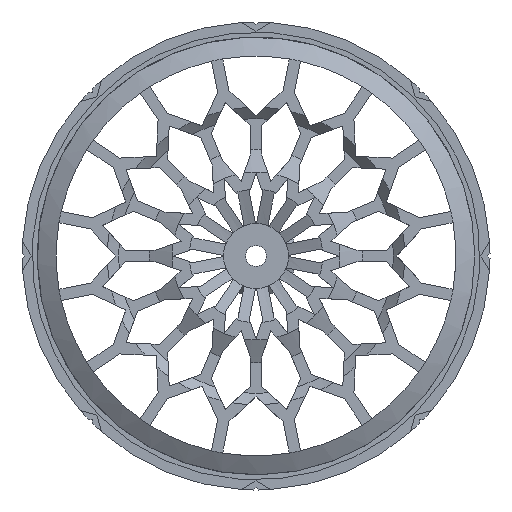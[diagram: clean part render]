
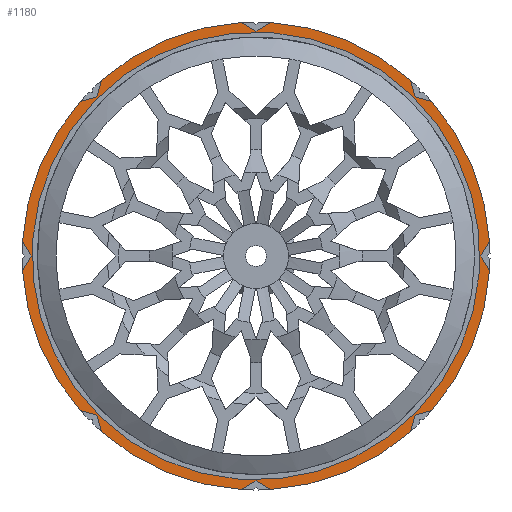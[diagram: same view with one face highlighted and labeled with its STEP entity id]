
A CAD part, front view. The second image highlights one B-rep face of the part: STEP entity #1180.
In plain terms, the highlighted planar face has unit normal (0, -1, 0).
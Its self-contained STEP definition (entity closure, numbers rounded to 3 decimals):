
#1180=ADVANCED_FACE('',(#7340,#7342),#7344,.F.);
#7340=FACE_BOUND('',#7341,.T.);
#7341=EDGE_LOOP('',(#15660,#15661,#15662,#15663,#15664,#15665,#15666,#15667,#15668,
#15669,#15670,#15671,#15672,#15673,#15674,#15675,#15676,#15677,#15678,#15679,#15680,
#15681,#15682,#15683));
#7342=FACE_BOUND('',#7343,.T.);
#7343=EDGE_LOOP('',(#15684));
#7344=PLANE('',#7345);
#7345=AXIS2_PLACEMENT_3D('',#7346,#7347,#7348);
#7346=CARTESIAN_POINT('',(0.,-17.5,0.));
#7347=DIRECTION('',(0.,1.,0.));
#7348=DIRECTION('',(0.,0.,-1.));
#15660=ORIENTED_EDGE('',*,*,#20584,.F.);
#15661=ORIENTED_EDGE('',*,*,#20585,.F.);
#15662=ORIENTED_EDGE('',*,*,#20586,.F.);
#15663=ORIENTED_EDGE('',*,*,#20587,.F.);
#15664=ORIENTED_EDGE('',*,*,#20588,.F.);
#15665=ORIENTED_EDGE('',*,*,#20589,.F.);
#15666=ORIENTED_EDGE('',*,*,#20590,.F.);
#15667=ORIENTED_EDGE('',*,*,#20591,.F.);
#15668=ORIENTED_EDGE('',*,*,#20592,.F.);
#15669=ORIENTED_EDGE('',*,*,#20593,.F.);
#15670=ORIENTED_EDGE('',*,*,#20594,.F.);
#15671=ORIENTED_EDGE('',*,*,#20595,.F.);
#15672=ORIENTED_EDGE('',*,*,#20596,.F.);
#15673=ORIENTED_EDGE('',*,*,#20597,.F.);
#15674=ORIENTED_EDGE('',*,*,#20598,.F.);
#15675=ORIENTED_EDGE('',*,*,#20599,.F.);
#15676=ORIENTED_EDGE('',*,*,#20600,.F.);
#15677=ORIENTED_EDGE('',*,*,#20601,.F.);
#15678=ORIENTED_EDGE('',*,*,#20602,.F.);
#15679=ORIENTED_EDGE('',*,*,#20603,.F.);
#15680=ORIENTED_EDGE('',*,*,#20604,.F.);
#15681=ORIENTED_EDGE('',*,*,#20605,.F.);
#15682=ORIENTED_EDGE('',*,*,#20606,.F.);
#15683=ORIENTED_EDGE('',*,*,#20607,.F.);
#15684=ORIENTED_EDGE('',*,*,#19495,.F.);
#19495=EDGE_CURVE('',#24200,#24200,#24201,.F.);
#20584=EDGE_CURVE('',#25794,#25795,#25796,.F.);
#20585=EDGE_CURVE('',#25797,#25794,#25798,.F.);
#20586=EDGE_CURVE('',#25799,#25797,#25800,.F.);
#20587=EDGE_CURVE('',#25801,#25799,#25802,.F.);
#20588=EDGE_CURVE('',#25803,#25801,#25804,.F.);
#20589=EDGE_CURVE('',#25805,#25803,#25806,.F.);
#20590=EDGE_CURVE('',#25807,#25805,#25808,.F.);
#20591=EDGE_CURVE('',#25809,#25807,#25810,.F.);
#20592=EDGE_CURVE('',#25811,#25809,#25812,.F.);
#20593=EDGE_CURVE('',#25813,#25811,#25814,.F.);
#20594=EDGE_CURVE('',#25815,#25813,#25816,.F.);
#20595=EDGE_CURVE('',#25817,#25815,#25818,.F.);
#20596=EDGE_CURVE('',#25819,#25817,#25820,.F.);
#20597=EDGE_CURVE('',#25821,#25819,#25822,.F.);
#20598=EDGE_CURVE('',#25823,#25821,#25824,.F.);
#20599=EDGE_CURVE('',#25825,#25823,#25826,.F.);
#20600=EDGE_CURVE('',#25827,#25825,#25828,.F.);
#20601=EDGE_CURVE('',#25829,#25827,#25830,.F.);
#20602=EDGE_CURVE('',#25831,#25829,#25832,.F.);
#20603=EDGE_CURVE('',#25833,#25831,#25834,.F.);
#20604=EDGE_CURVE('',#25835,#25833,#25836,.F.);
#20605=EDGE_CURVE('',#25837,#25835,#25838,.F.);
#20606=EDGE_CURVE('',#25839,#25837,#25840,.F.);
#20607=EDGE_CURVE('',#25795,#25839,#25841,.F.);
#24200=VERTEX_POINT('',#34283);
#24201=CIRCLE('',#34284,88.5);
#25794=VERTEX_POINT('',#40699);
#25795=VERTEX_POINT('',#40700);
#25796=LINE('',#40701,#40702);
#25797=VERTEX_POINT('',#40704);
#25798=CIRCLE('',#40705,92.5);
#25799=VERTEX_POINT('',#40709);
#25800=LINE('',#40710,#40711);
#25801=VERTEX_POINT('',#40713);
#25802=LINE('',#40714,#40715);
#25803=VERTEX_POINT('',#40717);
#25804=CIRCLE('',#40718,92.5);
#25805=VERTEX_POINT('',#40722);
#25806=LINE('',#40723,#40724);
#25807=VERTEX_POINT('',#40726);
#25808=LINE('',#40727,#40728);
#25809=VERTEX_POINT('',#40730);
#25810=CIRCLE('',#40731,92.5);
#25811=VERTEX_POINT('',#40735);
#25812=LINE('',#40736,#40737);
#25813=VERTEX_POINT('',#40739);
#25814=LINE('',#40740,#40741);
#25815=VERTEX_POINT('',#40743);
#25816=CIRCLE('',#40744,92.5);
#25817=VERTEX_POINT('',#40748);
#25818=LINE('',#40749,#40750);
#25819=VERTEX_POINT('',#40752);
#25820=LINE('',#40753,#40754);
#25821=VERTEX_POINT('',#40756);
#25822=CIRCLE('',#40757,92.5);
#25823=VERTEX_POINT('',#40761);
#25824=LINE('',#40762,#40763);
#25825=VERTEX_POINT('',#40765);
#25826=LINE('',#40766,#40767);
#25827=VERTEX_POINT('',#40769);
#25828=CIRCLE('',#40770,92.5);
#25829=VERTEX_POINT('',#40774);
#25830=LINE('',#40775,#40776);
#25831=VERTEX_POINT('',#40778);
#25832=LINE('',#40779,#40780);
#25833=VERTEX_POINT('',#40782);
#25834=CIRCLE('',#40783,92.5);
#25835=VERTEX_POINT('',#40787);
#25836=LINE('',#40788,#40789);
#25837=VERTEX_POINT('',#40791);
#25838=LINE('',#40792,#40793);
#25839=VERTEX_POINT('',#40795);
#25840=CIRCLE('',#40796,92.5);
#25841=LINE('',#40800,#40801);
#34283=CARTESIAN_POINT('',(6.264,-17.5,88.278));
#34284=AXIS2_PLACEMENT_3D('',#34285,#34286,#34287);
#34285=CARTESIAN_POINT('',(0.,-17.5,0.));
#34286=DIRECTION('',(0.,1.,0.));
#34287=DIRECTION('',(-0.052,0.,0.999));
#40699=CARTESIAN_POINT('',(-69.452,-17.5,61.096));
#40700=CARTESIAN_POINT('',(-62.862,-17.5,62.862));
#40701=CARTESIAN_POINT('',(-62.862,-17.5,62.862));
#40702=VECTOR('',#40703,1.);
#40703=DIRECTION('',(-0.966,0.,-0.259));
#40704=CARTESIAN_POINT('',(-92.311,-17.5,5.908));
#40705=AXIS2_PLACEMENT_3D('',#40706,#40707,#40708);
#40706=CARTESIAN_POINT('',(0.,-17.5,0.));
#40707=DIRECTION('',(0.,-1.,0.));
#40708=DIRECTION('',(-0.751,0.,0.66));
#40709=CARTESIAN_POINT('',(-88.9,-17.5,0.));
#40710=CARTESIAN_POINT('',(-92.311,-17.5,5.908));
#40711=VECTOR('',#40712,1.);
#40712=DIRECTION('',(0.5,0.,-0.866));
#40713=CARTESIAN_POINT('',(-92.311,-17.5,-5.908));
#40714=CARTESIAN_POINT('',(-88.9,-17.5,0.));
#40715=VECTOR('',#40716,1.);
#40716=DIRECTION('',(-0.5,0.,-0.866));
#40717=CARTESIAN_POINT('',(-69.452,-17.5,-61.096));
#40718=AXIS2_PLACEMENT_3D('',#40719,#40720,#40721);
#40719=CARTESIAN_POINT('',(0.,-17.5,0.));
#40720=DIRECTION('',(0.,-1.,0.));
#40721=DIRECTION('',(-0.998,0.,-0.064));
#40722=CARTESIAN_POINT('',(-62.862,-17.5,-62.862));
#40723=CARTESIAN_POINT('',(-69.452,-17.5,-61.096));
#40724=VECTOR('',#40725,1.);
#40725=DIRECTION('',(0.966,0.,-0.259));
#40726=CARTESIAN_POINT('',(-61.096,-17.5,-69.452));
#40727=CARTESIAN_POINT('',(-62.862,-17.5,-62.862));
#40728=VECTOR('',#40729,1.);
#40729=DIRECTION('',(0.259,0.,-0.966));
#40730=CARTESIAN_POINT('',(-5.908,-17.5,-92.311));
#40731=AXIS2_PLACEMENT_3D('',#40732,#40733,#40734);
#40732=CARTESIAN_POINT('',(0.,-17.5,0.));
#40733=DIRECTION('',(0.,-1.,0.));
#40734=DIRECTION('',(-0.66,0.,-0.751));
#40735=CARTESIAN_POINT('',(0.,-17.5,-88.9));
#40736=CARTESIAN_POINT('',(-5.908,-17.5,-92.311));
#40737=VECTOR('',#40738,1.);
#40738=DIRECTION('',(0.866,0.,0.5));
#40739=CARTESIAN_POINT('',(5.908,-17.5,-92.311));
#40740=CARTESIAN_POINT('',(0.,-17.5,-88.9));
#40741=VECTOR('',#40742,1.);
#40742=DIRECTION('',(0.866,0.,-0.5));
#40743=CARTESIAN_POINT('',(61.096,-17.5,-69.452));
#40744=AXIS2_PLACEMENT_3D('',#40745,#40746,#40747);
#40745=CARTESIAN_POINT('',(0.,-17.5,0.));
#40746=DIRECTION('',(0.,-1.,0.));
#40747=DIRECTION('',(0.064,0.,-0.998));
#40748=CARTESIAN_POINT('',(62.862,-17.5,-62.862));
#40749=CARTESIAN_POINT('',(61.096,-17.5,-69.452));
#40750=VECTOR('',#40751,1.);
#40751=DIRECTION('',(0.259,0.,0.966));
#40752=CARTESIAN_POINT('',(69.452,-17.5,-61.096));
#40753=CARTESIAN_POINT('',(62.862,-17.5,-62.862));
#40754=VECTOR('',#40755,1.);
#40755=DIRECTION('',(0.966,0.,0.259));
#40756=CARTESIAN_POINT('',(92.311,-17.5,-5.908));
#40757=AXIS2_PLACEMENT_3D('',#40758,#40759,#40760);
#40758=CARTESIAN_POINT('',(0.,-17.5,0.));
#40759=DIRECTION('',(0.,-1.,0.));
#40760=DIRECTION('',(0.751,0.,-0.66));
#40761=CARTESIAN_POINT('',(88.9,-17.5,0.));
#40762=CARTESIAN_POINT('',(92.311,-17.5,-5.908));
#40763=VECTOR('',#40764,1.);
#40764=DIRECTION('',(-0.5,0.,0.866));
#40765=CARTESIAN_POINT('',(92.311,-17.5,5.908));
#40766=CARTESIAN_POINT('',(88.9,-17.5,0.));
#40767=VECTOR('',#40768,1.);
#40768=DIRECTION('',(0.5,0.,0.866));
#40769=CARTESIAN_POINT('',(69.452,-17.5,61.096));
#40770=AXIS2_PLACEMENT_3D('',#40771,#40772,#40773);
#40771=CARTESIAN_POINT('',(0.,-17.5,0.));
#40772=DIRECTION('',(0.,-1.,0.));
#40773=DIRECTION('',(0.998,0.,0.064));
#40774=CARTESIAN_POINT('',(62.862,-17.5,62.862));
#40775=CARTESIAN_POINT('',(69.452,-17.5,61.096));
#40776=VECTOR('',#40777,1.);
#40777=DIRECTION('',(-0.966,0.,0.259));
#40778=CARTESIAN_POINT('',(61.096,-17.5,69.452));
#40779=CARTESIAN_POINT('',(62.862,-17.5,62.862));
#40780=VECTOR('',#40781,1.);
#40781=DIRECTION('',(-0.259,0.,0.966));
#40782=CARTESIAN_POINT('',(5.908,-17.5,92.311));
#40783=AXIS2_PLACEMENT_3D('',#40784,#40785,#40786);
#40784=CARTESIAN_POINT('',(0.,-17.5,0.));
#40785=DIRECTION('',(0.,-1.,0.));
#40786=DIRECTION('',(0.66,0.,0.751));
#40787=CARTESIAN_POINT('',(0.,-17.5,88.9));
#40788=CARTESIAN_POINT('',(5.908,-17.5,92.311));
#40789=VECTOR('',#40790,1.);
#40790=DIRECTION('',(-0.866,0.,-0.5));
#40791=CARTESIAN_POINT('',(-5.908,-17.5,92.311));
#40792=CARTESIAN_POINT('',(0.,-17.5,88.9));
#40793=VECTOR('',#40794,1.);
#40794=DIRECTION('',(-0.866,0.,0.5));
#40795=CARTESIAN_POINT('',(-61.096,-17.5,69.452));
#40796=AXIS2_PLACEMENT_3D('',#40797,#40798,#40799);
#40797=CARTESIAN_POINT('',(0.,-17.5,0.));
#40798=DIRECTION('',(0.,-1.,0.));
#40799=DIRECTION('',(-0.064,0.,0.998));
#40800=CARTESIAN_POINT('',(-61.096,-17.5,69.452));
#40801=VECTOR('',#40802,1.);
#40802=DIRECTION('',(-0.259,0.,-0.966));
